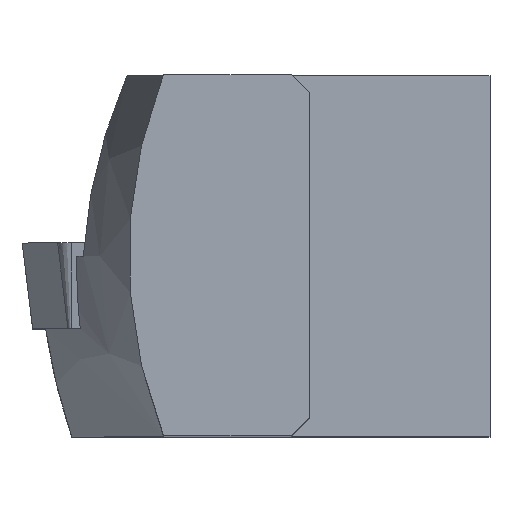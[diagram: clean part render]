
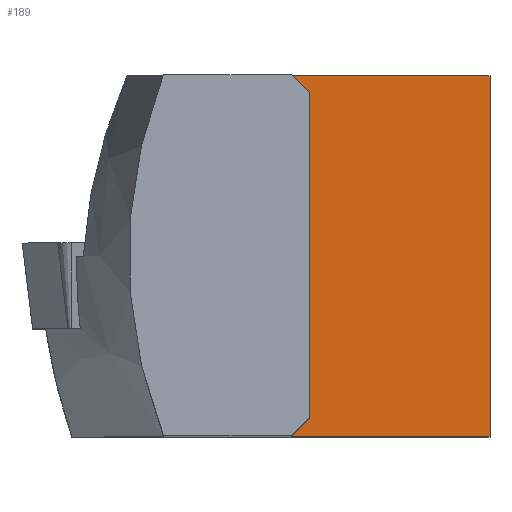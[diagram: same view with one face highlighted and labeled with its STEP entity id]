
A CAD part, top view. The second image highlights one B-rep face of the part: STEP entity #189.
In plain terms, the highlighted planar face has unit normal (0, 0, 1).
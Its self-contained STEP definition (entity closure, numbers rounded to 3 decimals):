
#189=ADVANCED_FACE('',(#263),#237,.T.);
#237=PLANE('',#1034);
#263=FACE_OUTER_BOUND('',#302,.T.);
#302=EDGE_LOOP('',(#542,#543,#544,#545,#546,#547));
#378=LINE('',#1511,#444);
#381=LINE('',#1517,#447);
#383=LINE('',#1521,#449);
#384=LINE('',#1523,#450);
#385=LINE('',#1525,#451);
#386=LINE('',#1526,#452);
#444=VECTOR('',#1172,1.);
#447=VECTOR('',#1177,1.);
#449=VECTOR('',#1181,1.);
#450=VECTOR('',#1182,1.);
#451=VECTOR('',#1183,1.);
#452=VECTOR('',#1184,1.);
#542=ORIENTED_EDGE('',*,*,#856,.T.);
#543=ORIENTED_EDGE('',*,*,#851,.F.);
#544=ORIENTED_EDGE('',*,*,#857,.T.);
#545=ORIENTED_EDGE('',*,*,#858,.F.);
#546=ORIENTED_EDGE('',*,*,#854,.T.);
#547=ORIENTED_EDGE('',*,*,#859,.F.);
#756=VERTEX_POINT('',#1510);
#757=VERTEX_POINT('',#1512);
#758=VERTEX_POINT('',#1516);
#759=VERTEX_POINT('',#1518);
#760=VERTEX_POINT('',#1522);
#761=VERTEX_POINT('',#1524);
#851=EDGE_CURVE('',#756,#757,#378,.T.);
#854=EDGE_CURVE('',#759,#758,#381,.T.);
#856=EDGE_CURVE('',#760,#757,#383,.T.);
#857=EDGE_CURVE('',#756,#761,#384,.T.);
#858=EDGE_CURVE('',#759,#761,#385,.T.);
#859=EDGE_CURVE('',#760,#758,#386,.T.);
#1034=AXIS2_PLACEMENT_3D('',#1527,#1185,#1186);
#1172=DIRECTION('',(0.,1.,0.));
#1177=DIRECTION('',(0.,1.,0.));
#1181=DIRECTION('',(0.707,-0.707,0.));
#1182=DIRECTION('',(-0.707,-0.707,0.));
#1183=DIRECTION('',(-1.,0.,0.));
#1184=DIRECTION('',(1.,0.,0.));
#1185=DIRECTION('',(0.,0.,1.));
#1186=DIRECTION('',(0.,-1.,0.));
#1510=CARTESIAN_POINT('',(0.,-4.5,0.));
#1511=CARTESIAN_POINT('',(0.,6.18,0.));
#1512=CARTESIAN_POINT('',(0.,4.5,0.));
#1516=CARTESIAN_POINT('',(5.,5.,0.));
#1517=CARTESIAN_POINT('',(5.,6.18,0.));
#1518=CARTESIAN_POINT('',(5.,-5.,0.));
#1521=CARTESIAN_POINT('',(-0.5,5.,0.));
#1522=CARTESIAN_POINT('',(-0.5,5.,0.));
#1523=CARTESIAN_POINT('',(-0.5,-5.,0.));
#1524=CARTESIAN_POINT('',(-0.5,-5.,0.));
#1525=CARTESIAN_POINT('',(5.,-5.,0.));
#1526=CARTESIAN_POINT('',(5.,5.,0.));
#1527=CARTESIAN_POINT('',(5.,6.18,0.));
